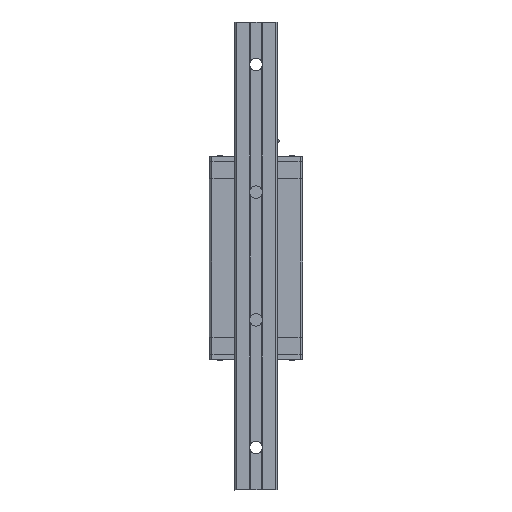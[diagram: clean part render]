
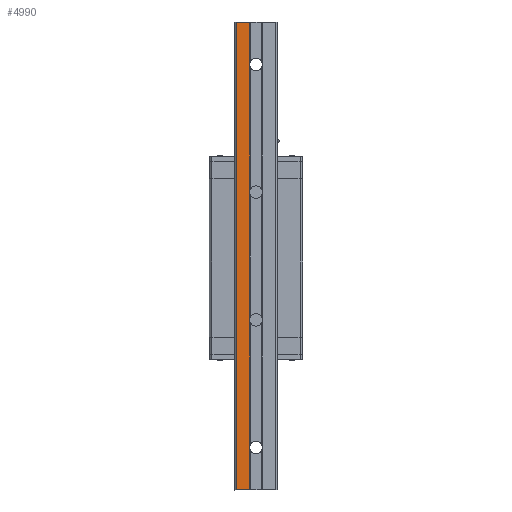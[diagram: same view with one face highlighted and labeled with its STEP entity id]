
A CAD part, front view. The second image highlights one B-rep face of the part: STEP entity #4990.
In plain terms, the highlighted face is planar.
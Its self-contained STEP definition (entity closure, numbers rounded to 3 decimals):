
#243 = LINE ( 'NONE', #9697, #743 ) ;
#393 = LINE ( 'NONE', #9854, #8482 ) ;
#447 = CARTESIAN_POINT ( 'NONE',  ( -3., -110., 0. ) ) ;
#578 = DIRECTION ( 'NONE',  ( 0., -1., 0. ) ) ;
#743 = VECTOR ( 'NONE', #8621, 1000. ) ;
#839 = CARTESIAN_POINT ( 'NONE',  ( -3., -90., 0. ) ) ;
#1028 = EDGE_CURVE ( 'NONE', #10362, #3649, #9939, .T. ) ;
#1360 = DIRECTION ( 'NONE',  ( 0., 1., 0. ) ) ;
#1672 = CARTESIAN_POINT ( 'NONE',  ( -3., -110., 0. ) ) ;
#1862 = EDGE_CURVE ( 'NONE', #2292, #4636, #8410, .T. ) ;
#1868 = EDGE_CURVE ( 'NONE', #7256, #10362, #3539, .T. ) ;
#2198 = AXIS2_PLACEMENT_3D ( 'NONE', #447, #9907, #8825 ) ;
#2292 = VERTEX_POINT ( 'NONE', #839 ) ;
#2311 = EDGE_CURVE ( 'NONE', #7256, #4636, #5181, .T. ) ;
#2359 = CARTESIAN_POINT ( 'NONE',  ( -9.117, -110., 0. ) ) ;
#2371 = ORIENTED_EDGE ( 'NONE', *, *, #2311, .F. ) ;
#2438 = CARTESIAN_POINT ( 'NONE',  ( -9.117, -110., 0. ) ) ;
#2610 = PLANE ( 'NONE',  #2198 ) ;
#3451 = CARTESIAN_POINT ( 'NONE',  ( -3., 110., 0. ) ) ;
#3533 = EDGE_CURVE ( 'NONE', #10313, #7644, #393, .T. ) ;
#3539 = LINE ( 'NONE', #2438, #5869 ) ;
#3649 = VERTEX_POINT ( 'NONE', #3451 ) ;
#3656 = VERTEX_POINT ( 'NONE', #9654 ) ;
#4173 = ORIENTED_EDGE ( 'NONE', *, *, #1862, .T. ) ;
#4636 = VERTEX_POINT ( 'NONE', #9257 ) ;
#4990 = ADVANCED_FACE ( 'NONE', ( #9480 ), #2610, .T. ) ;
#5181 = LINE ( 'NONE', #8161, #9593 ) ;
#5523 = CARTESIAN_POINT ( 'NONE',  ( -3., 90., 0. ) ) ;
#5677 = DIRECTION ( 'NONE',  ( 0., -1., 0. ) ) ;
#5746 = EDGE_CURVE ( 'NONE', #7644, #3656, #7938, .T. ) ;
#5758 = DIRECTION ( 'NONE',  ( 0., -1., 0. ) ) ;
#5795 = VECTOR ( 'NONE', #578, 1000. ) ;
#5869 = VECTOR ( 'NONE', #1360, 1000. ) ;
#6649 = EDGE_CURVE ( 'NONE', #3649, #10313, #7106, .T. ) ;
#6710 = ORIENTED_EDGE ( 'NONE', *, *, #3533, .T. ) ;
#6795 = CARTESIAN_POINT ( 'NONE',  ( -3., -110., 0. ) ) ;
#6875 = CARTESIAN_POINT ( 'NONE',  ( -3., -110., 0. ) ) ;
#6990 = ORIENTED_EDGE ( 'NONE', *, *, #5746, .T. ) ;
#7102 = DIRECTION ( 'NONE',  ( 1., 0., 0. ) ) ;
#7106 = LINE ( 'NONE', #1672, #5795 ) ;
#7211 = CARTESIAN_POINT ( 'NONE',  ( -9.117, 110., 0. ) ) ;
#7256 = VERTEX_POINT ( 'NONE', #2359 ) ;
#7280 = CARTESIAN_POINT ( 'NONE',  ( -3., 30., 0. ) ) ;
#7536 = VECTOR ( 'NONE', #5677, 1000. ) ;
#7628 = ORIENTED_EDGE ( 'NONE', *, *, #6649, .T. ) ;
#7644 = VERTEX_POINT ( 'NONE', #7280 ) ;
#7807 = DIRECTION ( 'NONE',  ( 1., 0., 0. ) ) ;
#7938 = LINE ( 'NONE', #6875, #8938 ) ;
#8161 = CARTESIAN_POINT ( 'NONE',  ( -10.235, -110., 0. ) ) ;
#8249 = VECTOR ( 'NONE', #7807, 1000. ) ;
#8390 = EDGE_CURVE ( 'NONE', #3656, #2292, #243, .T. ) ;
#8410 = LINE ( 'NONE', #6795, #7536 ) ;
#8482 = VECTOR ( 'NONE', #8772, 1000. ) ;
#8524 = ORIENTED_EDGE ( 'NONE', *, *, #1868, .T. ) ;
#8621 = DIRECTION ( 'NONE',  ( 0., -1., 0. ) ) ;
#8772 = DIRECTION ( 'NONE',  ( 0., -1., 0. ) ) ;
#8825 = DIRECTION ( 'NONE',  ( -1., 0., 0. ) ) ;
#8857 = CARTESIAN_POINT ( 'NONE',  ( -10.235, 110., 0. ) ) ;
#8931 = ORIENTED_EDGE ( 'NONE', *, *, #1028, .T. ) ;
#8938 = VECTOR ( 'NONE', #5758, 1000. ) ;
#9257 = CARTESIAN_POINT ( 'NONE',  ( -3., -110., 0. ) ) ;
#9480 = FACE_OUTER_BOUND ( 'NONE', #9678, .T. ) ;
#9593 = VECTOR ( 'NONE', #7102, 1000. ) ;
#9654 = CARTESIAN_POINT ( 'NONE',  ( -3., -30., 0. ) ) ;
#9678 = EDGE_LOOP ( 'NONE', ( #10340, #4173, #2371, #8524, #8931, #7628, #6710, #6990 ) ) ;
#9697 = CARTESIAN_POINT ( 'NONE',  ( -3., -110., 0. ) ) ;
#9854 = CARTESIAN_POINT ( 'NONE',  ( -3., -110., 0. ) ) ;
#9907 = DIRECTION ( 'NONE',  ( 0., 0., -1. ) ) ;
#9939 = LINE ( 'NONE', #8857, #8249 ) ;
#10313 = VERTEX_POINT ( 'NONE', #5523 ) ;
#10340 = ORIENTED_EDGE ( 'NONE', *, *, #8390, .T. ) ;
#10362 = VERTEX_POINT ( 'NONE', #7211 ) ;
